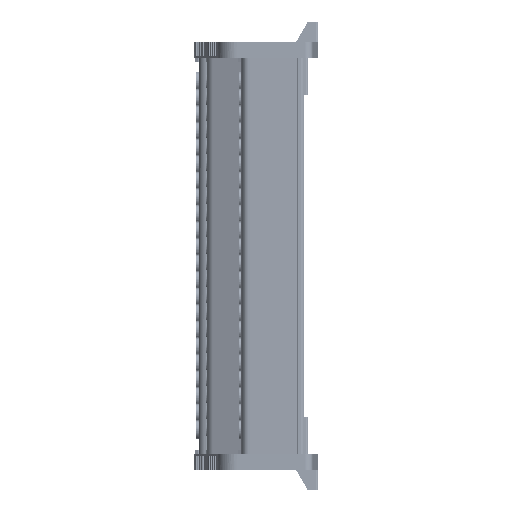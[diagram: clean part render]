
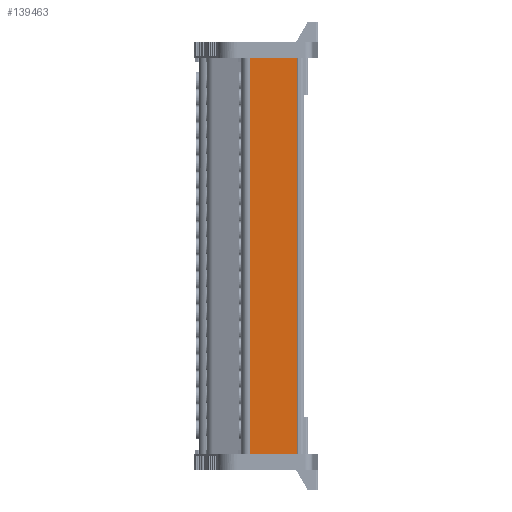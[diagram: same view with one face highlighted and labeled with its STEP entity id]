
A CAD part, left-side view. The second image highlights one B-rep face of the part: STEP entity #139463.
In plain terms, the highlighted planar face has unit normal (-1, 0.018, 0).
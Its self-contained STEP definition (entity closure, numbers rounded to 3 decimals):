
#15440 = VERTEX_POINT ( 'NONE', #31540 ) ;
#15483 = VERTEX_POINT ( 'NONE', #31548 ) ;
#30022 = ORIENTED_EDGE ( 'NONE', *, *, #146995, .T. ) ;
#30176 = ORIENTED_EDGE ( 'NONE', *, *, #148559, .F. ) ;
#30208 = ORIENTED_EDGE ( 'NONE', *, *, #147582, .T. ) ;
#30304 = ORIENTED_EDGE ( 'NONE', *, *, #148466, .T. ) ;
#31540 = CARTESIAN_POINT ( 'NONE',  ( -328.43, 193.983, -49.183 ) ) ;
#31548 = CARTESIAN_POINT ( 'NONE',  ( -328.43, 193.983, 100.312 ) ) ;
#45332 = B_SPLINE_CURVE_WITH_KNOTS ( 'NONE', 3,
 ( #153734, #153746, #153784, #153750 ),
 .UNSPECIFIED., .F., .F.,
 ( 4, 4 ),
 ( 0., 1. ),
 .UNSPECIFIED. ) ;
#55307 = AXIS2_PLACEMENT_3D ( 'NONE', #177222, #177155, #177264 ) ;
#71349 = VERTEX_POINT ( 'NONE', #75479 ) ;
#75479 = CARTESIAN_POINT ( 'NONE',  ( -328.098, 213.013, 100.312 ) ) ;
#91191 = VECTOR ( 'NONE', #154574, 1000. ) ;
#98062 = LINE ( 'NONE', #98071, #129362 ) ;
#98071 = CARTESIAN_POINT ( 'NONE',  ( -328.43, 193.983, 176.755 ) ) ;
#98078 = DIRECTION ( 'NONE',  ( 0., 0., 1. ) ) ;
#99956 = CARTESIAN_POINT ( 'NONE',  ( -328.098, 213.013, -49.183 ) ) ;
#108895 = VERTEX_POINT ( 'NONE', #99956 ) ;
#112184 = VECTOR ( 'NONE', #125214, 1000. ) ;
#125186 = LINE ( 'NONE', #125195, #112184 ) ;
#125195 = CARTESIAN_POINT ( 'NONE',  ( -328.43, 193.983, -49.183 ) ) ;
#125214 = DIRECTION ( 'NONE',  ( -0.017, -1., 0. ) ) ;
#129362 = VECTOR ( 'NONE', #98078, 1000. ) ;
#139463 = ADVANCED_FACE ( 'NONE', ( #177161 ), #177246, .T. ) ;
#146995 = EDGE_CURVE ( 'NONE', #15440, #15483, #98062, .T. ) ;
#147582 = EDGE_CURVE ( 'NONE', #108895, #15440, #125186, .T. ) ;
#148466 = EDGE_CURVE ( 'NONE', #15483, #71349, #45332, .T. ) ;
#148559 = EDGE_CURVE ( 'NONE', #108895, #71349, #154560, .T. ) ;
#152392 = EDGE_LOOP ( 'NONE', ( #30176, #30208, #30022, #30304 ) ) ;
#153734 = CARTESIAN_POINT ( 'NONE',  ( -328.43, 193.983, 100.312 ) ) ;
#153746 = CARTESIAN_POINT ( 'NONE',  ( -328.32, 200.326, 100.312 ) ) ;
#153750 = CARTESIAN_POINT ( 'NONE',  ( -328.098, 213.013, 100.312 ) ) ;
#153784 = CARTESIAN_POINT ( 'NONE',  ( -328.209, 206.67, 100.312 ) ) ;
#154560 = LINE ( 'NONE', #154618, #91191 ) ;
#154574 = DIRECTION ( 'NONE',  ( 0., 0., 1. ) ) ;
#154618 = CARTESIAN_POINT ( 'NONE',  ( -328.098, 213.013, 176.755 ) ) ;
#177155 = DIRECTION ( 'NONE',  ( -1., 0.017, 0. ) ) ;
#177161 = FACE_OUTER_BOUND ( 'NONE', #152392, .T. ) ;
#177222 = CARTESIAN_POINT ( 'NONE',  ( -328.43, 193.983, 176.755 ) ) ;
#177246 = PLANE ( 'NONE',  #55307 ) ;
#177264 = DIRECTION ( 'NONE',  ( -0.017, -1., 0. ) ) ;
